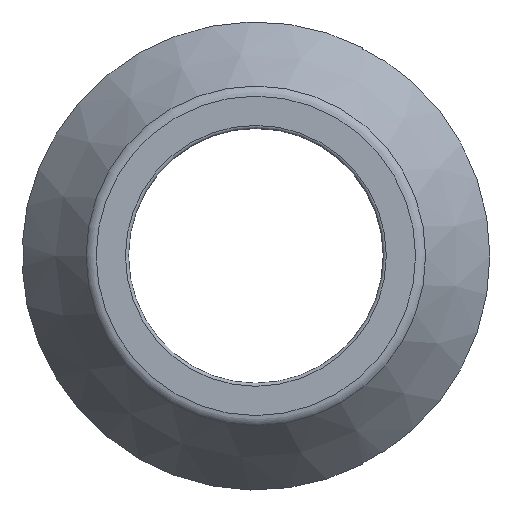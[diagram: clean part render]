
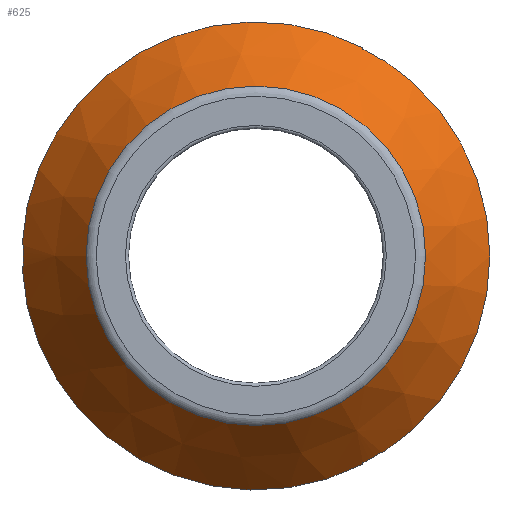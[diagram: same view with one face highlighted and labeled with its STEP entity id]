
A CAD part, top view. The second image highlights one B-rep face of the part: STEP entity #625.
In plain terms, the highlighted conical face has half-angle 36.671 degrees and reference radius 22.6 mm.
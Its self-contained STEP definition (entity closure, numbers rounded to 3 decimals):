
#311 = VERTEX_POINT('',#312);
#312 = CARTESIAN_POINT('',(10.235,-19.946,
    -2.757));
#319 = EDGE_CURVE('',#320,#311,#322,.T.);
#320 = VERTEX_POINT('',#321);
#321 = CARTESIAN_POINT('',(-22.391,-1.11,
    -2.757));
#322 = CIRCLE('',#323,22.419);
#323 = AXIS2_PLACEMENT_3D('',#324,#325,#326);
#324 = CARTESIAN_POINT('',(0.,0.,-2.757));
#325 = DIRECTION('',(-0.,0.,1.));
#326 = DIRECTION('',(0.,-1.,0.));
#353 = EDGE_CURVE('',#311,#354,#356,.T.);
#354 = VERTEX_POINT('',#355);
#355 = CARTESIAN_POINT('',(10.257,-19.804,-2.6));
#356 = HYPERBOLA('',#357,63.291,25.772);
#357 = AXIS2_PLACEMENT_3D('',#358,#359,#360);
#358 = CARTESIAN_POINT('',(35.344,20.406,
    69.854));
#359 = DIRECTION('',(0.75,0.433,-0.5));
#360 = DIRECTION('',(-0.433,-0.25,-0.866));
#598 = EDGE_CURVE('',#599,#320,#601,.T.);
#599 = VERTEX_POINT('',#600);
#600 = CARTESIAN_POINT('',(-22.279,-1.019,-2.6));
#601 = HYPERBOLA('',#602,63.291,25.772);
#602 = AXIS2_PLACEMENT_3D('',#603,#604,#605);
#603 = CARTESIAN_POINT('',(0.,40.812,69.854));
#604 = DIRECTION('',(0.,0.866,-0.5));
#605 = DIRECTION('',(0.,-0.5,-0.866));
#625 = ADVANCED_FACE('',(#626),#744,.T.);
#626 = FACE_BOUND('',#627,.T.);
#627 = EDGE_LOOP('',(#628,#639,#648,#657,#665,#672,#673,#680,#681,#682,
    #683,#692,#701,#710,#719,#728,#737));
#628 = ORIENTED_EDGE('',*,*,#629,.T.);
#629 = EDGE_CURVE('',#630,#632,#634,.T.);
#630 = VERTEX_POINT('',#631);
#631 = CARTESIAN_POINT('',(10.235,19.946,
    -2.757));
#632 = VERTEX_POINT('',#633);
#633 = CARTESIAN_POINT('',(-22.391,1.11,
    -2.757));
#634 = CIRCLE('',#635,22.419);
#635 = AXIS2_PLACEMENT_3D('',#636,#637,#638);
#636 = CARTESIAN_POINT('',(0.,0.,-2.757));
#637 = DIRECTION('',(-0.,0.,1.));
#638 = DIRECTION('',(0.,-1.,0.));
#639 = ORIENTED_EDGE('',*,*,#640,.T.);
#640 = EDGE_CURVE('',#632,#641,#643,.T.);
#641 = VERTEX_POINT('',#642);
#642 = CARTESIAN_POINT('',(-22.279,1.019,-2.6));
#643 = HYPERBOLA('',#644,63.291,25.772);
#644 = AXIS2_PLACEMENT_3D('',#645,#646,#647);
#645 = CARTESIAN_POINT('',(0.,-40.812,69.854));
#646 = DIRECTION('',(0.,-0.866,-0.5));
#647 = DIRECTION('',(0.,0.5,-0.866));
#648 = ORIENTED_EDGE('',*,*,#649,.T.);
#649 = EDGE_CURVE('',#641,#650,#652,.T.);
#650 = VERTEX_POINT('',#651);
#651 = CARTESIAN_POINT('',(-22.302,0.,-2.6));
#652 = CIRCLE('',#653,22.302);
#653 = AXIS2_PLACEMENT_3D('',#654,#655,#656);
#654 = CARTESIAN_POINT('',(0.,0.,-2.6));
#655 = DIRECTION('',(0.,0.,1.));
#656 = DIRECTION('',(-1.,0.,0.));
#657 = ORIENTED_EDGE('',*,*,#658,.T.);
#658 = EDGE_CURVE('',#650,#659,#661,.T.);
#659 = VERTEX_POINT('',#660);
#660 = CARTESIAN_POINT('',(-16.259,0.,5.517));
#661 = LINE('',#662,#663);
#662 = CARTESIAN_POINT('',(-22.6,0.,-3.));
#663 = VECTOR('',#664,1.);
#664 = DIRECTION('',(0.597,0.,0.802));
#665 = ORIENTED_EDGE('',*,*,#666,.F.);
#666 = EDGE_CURVE('',#659,#659,#667,.T.);
#667 = CIRCLE('',#668,16.259);
#668 = AXIS2_PLACEMENT_3D('',#669,#670,#671);
#669 = CARTESIAN_POINT('',(0.,0.,5.517));
#670 = DIRECTION('',(0.,0.,1.));
#671 = DIRECTION('',(-1.,0.,0.));
#672 = ORIENTED_EDGE('',*,*,#658,.F.);
#673 = ORIENTED_EDGE('',*,*,#674,.T.);
#674 = EDGE_CURVE('',#650,#599,#675,.T.);
#675 = CIRCLE('',#676,22.302);
#676 = AXIS2_PLACEMENT_3D('',#677,#678,#679);
#677 = CARTESIAN_POINT('',(0.,0.,-2.6));
#678 = DIRECTION('',(0.,0.,1.));
#679 = DIRECTION('',(-1.,0.,0.));
#680 = ORIENTED_EDGE('',*,*,#598,.T.);
#681 = ORIENTED_EDGE('',*,*,#319,.T.);
#682 = ORIENTED_EDGE('',*,*,#353,.T.);
#683 = ORIENTED_EDGE('',*,*,#684,.T.);
#684 = EDGE_CURVE('',#354,#685,#687,.T.);
#685 = VERTEX_POINT('',#686);
#686 = CARTESIAN_POINT('',(12.022,-18.785,-2.6));
#687 = CIRCLE('',#688,22.302);
#688 = AXIS2_PLACEMENT_3D('',#689,#690,#691);
#689 = CARTESIAN_POINT('',(0.,0.,-2.6));
#690 = DIRECTION('',(0.,0.,1.));
#691 = DIRECTION('',(-1.,0.,0.));
#692 = ORIENTED_EDGE('',*,*,#693,.T.);
#693 = EDGE_CURVE('',#685,#694,#696,.T.);
#694 = VERTEX_POINT('',#695);
#695 = CARTESIAN_POINT('',(12.157,-18.837,
    -2.757));
#696 = HYPERBOLA('',#697,63.291,25.772);
#697 = AXIS2_PLACEMENT_3D('',#698,#699,#700);
#698 = CARTESIAN_POINT('',(-35.344,-20.406,
    69.854));
#699 = DIRECTION('',(-0.75,-0.433,-0.5));
#700 = DIRECTION('',(0.433,0.25,-0.866));
#701 = ORIENTED_EDGE('',*,*,#702,.T.);
#702 = EDGE_CURVE('',#694,#703,#705,.T.);
#703 = VERTEX_POINT('',#704);
#704 = CARTESIAN_POINT('',(22.419,0.,
    -2.757));
#705 = CIRCLE('',#706,22.419);
#706 = AXIS2_PLACEMENT_3D('',#707,#708,#709);
#707 = CARTESIAN_POINT('',(0.,0.,-2.757));
#708 = DIRECTION('',(-0.,0.,1.));
#709 = DIRECTION('',(0.,-1.,0.));
#710 = ORIENTED_EDGE('',*,*,#711,.T.);
#711 = EDGE_CURVE('',#703,#712,#714,.T.);
#712 = VERTEX_POINT('',#713);
#713 = CARTESIAN_POINT('',(12.157,18.837,
    -2.757));
#714 = CIRCLE('',#715,22.419);
#715 = AXIS2_PLACEMENT_3D('',#716,#717,#718);
#716 = CARTESIAN_POINT('',(0.,0.,-2.757));
#717 = DIRECTION('',(-0.,0.,1.));
#718 = DIRECTION('',(0.,-1.,0.));
#719 = ORIENTED_EDGE('',*,*,#720,.T.);
#720 = EDGE_CURVE('',#712,#721,#723,.T.);
#721 = VERTEX_POINT('',#722);
#722 = CARTESIAN_POINT('',(12.022,18.785,-2.6));
#723 = HYPERBOLA('',#724,63.291,25.772);
#724 = AXIS2_PLACEMENT_3D('',#725,#726,#727);
#725 = CARTESIAN_POINT('',(-35.344,20.406,
    69.854));
#726 = DIRECTION('',(-0.75,0.433,-0.5));
#727 = DIRECTION('',(0.433,-0.25,-0.866));
#728 = ORIENTED_EDGE('',*,*,#729,.T.);
#729 = EDGE_CURVE('',#721,#730,#732,.T.);
#730 = VERTEX_POINT('',#731);
#731 = CARTESIAN_POINT('',(10.257,19.804,-2.6));
#732 = CIRCLE('',#733,22.302);
#733 = AXIS2_PLACEMENT_3D('',#734,#735,#736);
#734 = CARTESIAN_POINT('',(0.,0.,-2.6));
#735 = DIRECTION('',(0.,0.,1.));
#736 = DIRECTION('',(-1.,0.,0.));
#737 = ORIENTED_EDGE('',*,*,#738,.T.);
#738 = EDGE_CURVE('',#730,#630,#739,.T.);
#739 = HYPERBOLA('',#740,63.291,25.772);
#740 = AXIS2_PLACEMENT_3D('',#741,#742,#743);
#741 = CARTESIAN_POINT('',(35.344,-20.406,
    69.854));
#742 = DIRECTION('',(0.75,-0.433,-0.5));
#743 = DIRECTION('',(-0.433,0.25,-0.866));
#744 = CONICAL_SURFACE('',#745,22.6,0.64);
#745 = AXIS2_PLACEMENT_3D('',#746,#747,#748);
#746 = CARTESIAN_POINT('',(0.,0.,-3.));
#747 = DIRECTION('',(-0.,0.,-1.));
#748 = DIRECTION('',(-1.,0.,0.));
